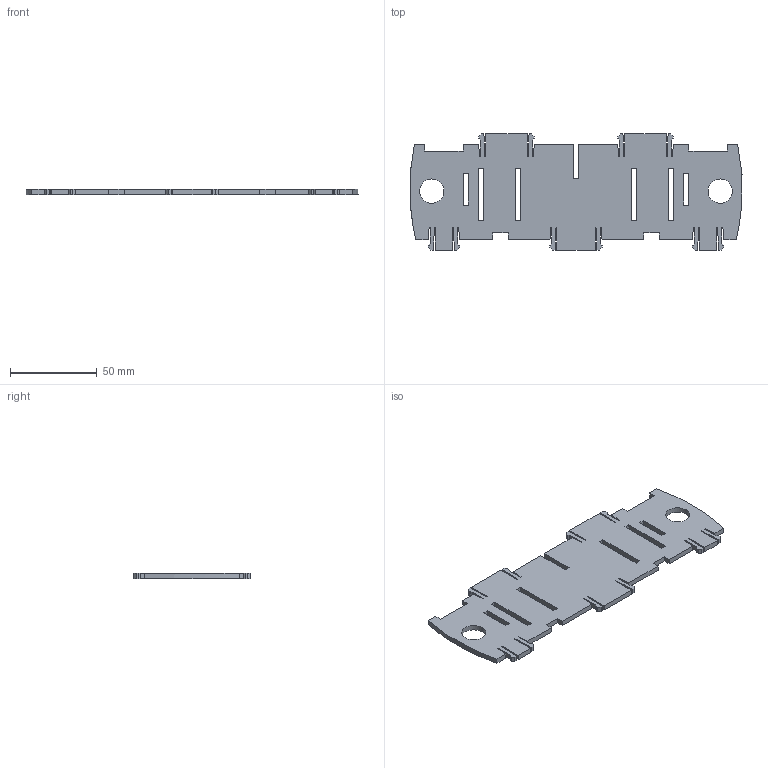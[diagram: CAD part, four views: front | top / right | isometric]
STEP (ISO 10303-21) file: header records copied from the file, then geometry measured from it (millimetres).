
FILE_DESCRIPTION (( 'STEP AP203' ), '1' );
FILE_NAME ('frame-3-7.step', '2015-02-17T13:05:02', ( 'Cesar' ), ( '' ), 'SwSTEP 2.0', 'SolidWorks 2013', '' );
FILE_SCHEMA (( 'CONFIG_CONTROL_DESIGN' ));
Length unit declared in the file: millimetre
Products named in the file (1): frame-3-7
Bounding box: 191.02 x 67 x 3 mm (x, y, z)
Volume: 29757.1 mm3; surface area: 24166.5 mm2
Topology: 1 solids, 1 shells, 174 faces, 516 edges, 344 vertices
Faces by surface type: plane 168, cylinder 4, bspline 2
Entity records: 5973 total; most frequent: CARTESIAN_POINT 1205, ORIENTED_EDGE 1032, DIRECTION 866, EDGE_CURVE 516, VECTOR 504, LINE 504, VERTEX_POINT 344, EDGE_LOOP 190
